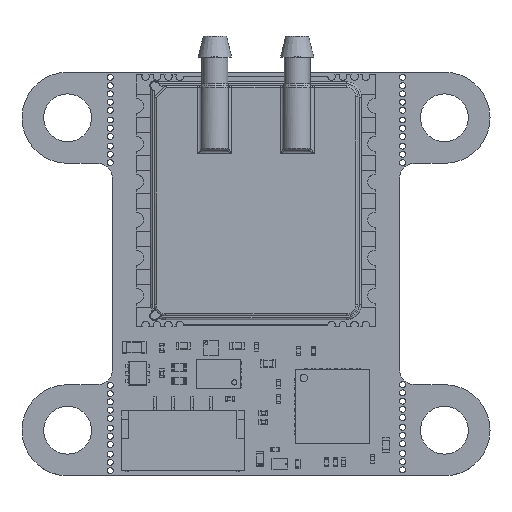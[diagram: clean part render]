
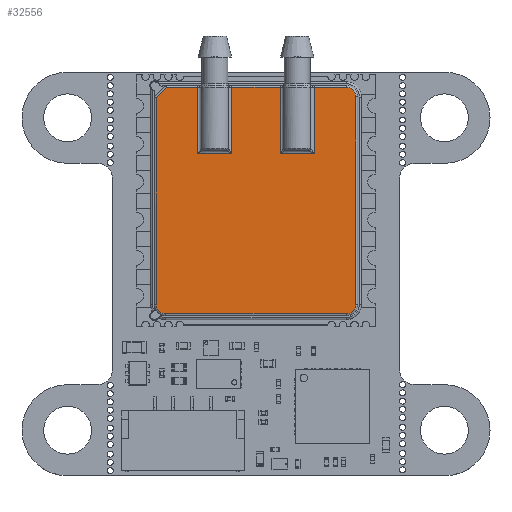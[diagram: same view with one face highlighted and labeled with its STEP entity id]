
A CAD part, top view. The second image highlights one B-rep face of the part: STEP entity #32556.
In plain terms, the highlighted planar face has unit normal (0, 0, 1).
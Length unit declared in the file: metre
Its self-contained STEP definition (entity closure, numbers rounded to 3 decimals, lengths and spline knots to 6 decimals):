
#1362=CIRCLE('',#36505,0.000635);
#1363=CIRCLE('',#36506,0.000635);
#1364=CIRCLE('',#36507,0.000635);
#4832=ORIENTED_EDGE('',*,*,#13681,.T.);
#4833=ORIENTED_EDGE('',*,*,#13682,.T.);
#4834=ORIENTED_EDGE('',*,*,#13683,.T.);
#4835=ORIENTED_EDGE('',*,*,#13684,.T.);
#4836=ORIENTED_EDGE('',*,*,#13685,.T.);
#4837=ORIENTED_EDGE('',*,*,#13686,.T.);
#4838=ORIENTED_EDGE('',*,*,#13687,.T.);
#4839=ORIENTED_EDGE('',*,*,#13688,.T.);
#4840=ORIENTED_EDGE('',*,*,#13689,.T.);
#4841=ORIENTED_EDGE('',*,*,#13690,.T.);
#4842=ORIENTED_EDGE('',*,*,#13691,.T.);
#4843=ORIENTED_EDGE('',*,*,#13692,.T.);
#4844=ORIENTED_EDGE('',*,*,#13693,.T.);
#4845=ORIENTED_EDGE('',*,*,#13694,.T.);
#4846=ORIENTED_EDGE('',*,*,#13695,.T.);
#4847=ORIENTED_EDGE('',*,*,#13696,.T.);
#13681=EDGE_CURVE('',#18192,#18193,#21294,.T.);
#13682=EDGE_CURVE('',#18193,#18194,#21295,.T.);
#13683=EDGE_CURVE('',#18194,#18195,#21296,.T.);
#13684=EDGE_CURVE('',#18195,#18196,#21297,.T.);
#13685=EDGE_CURVE('',#18196,#18197,#21298,.T.);
#13686=EDGE_CURVE('',#18197,#18198,#21299,.T.);
#13687=EDGE_CURVE('',#18198,#18199,#21300,.T.);
#13688=EDGE_CURVE('',#18199,#18200,#21301,.T.);
#13689=EDGE_CURVE('',#18200,#18201,#1362,.T.);
#13690=EDGE_CURVE('',#18201,#18202,#21302,.T.);
#13691=EDGE_CURVE('',#18202,#18203,#1363,.T.);
#13692=EDGE_CURVE('',#18203,#18204,#21303,.T.);
#13693=EDGE_CURVE('',#18204,#18205,#1364,.T.);
#13694=EDGE_CURVE('',#18205,#18206,#21304,.T.);
#13695=EDGE_CURVE('',#18206,#18207,#21305,.T.);
#13696=EDGE_CURVE('',#18207,#18192,#21306,.T.);
#18192=VERTEX_POINT('',#51892);
#18193=VERTEX_POINT('',#51893);
#18194=VERTEX_POINT('',#51895);
#18195=VERTEX_POINT('',#51897);
#18196=VERTEX_POINT('',#51899);
#18197=VERTEX_POINT('',#51901);
#18198=VERTEX_POINT('',#51903);
#18199=VERTEX_POINT('',#51905);
#18200=VERTEX_POINT('',#51907);
#18201=VERTEX_POINT('',#51909);
#18202=VERTEX_POINT('',#51911);
#18203=VERTEX_POINT('',#51913);
#18204=VERTEX_POINT('',#51915);
#18205=VERTEX_POINT('',#51917);
#18206=VERTEX_POINT('',#51919);
#18207=VERTEX_POINT('',#51921);
#21294=LINE('',#51891,#25001);
#21295=LINE('',#51894,#25002);
#21296=LINE('',#51896,#25003);
#21297=LINE('',#51898,#25004);
#21298=LINE('',#51900,#25005);
#21299=LINE('',#51902,#25006);
#21300=LINE('',#51904,#25007);
#21301=LINE('',#51906,#25008);
#21302=LINE('',#51910,#25009);
#21303=LINE('',#51914,#25010);
#21304=LINE('',#51918,#25011);
#21305=LINE('',#51920,#25012);
#21306=LINE('',#51922,#25013);
#25001=VECTOR('',#41605,1.);
#25002=VECTOR('',#41606,1.);
#25003=VECTOR('',#41607,1.);
#25004=VECTOR('',#41608,1.);
#25005=VECTOR('',#41609,1.);
#25006=VECTOR('',#41610,1.);
#25007=VECTOR('',#41611,1.);
#25008=VECTOR('',#41612,1.);
#25009=VECTOR('',#41615,1.);
#25010=VECTOR('',#41618,1.);
#25011=VECTOR('',#41621,1.);
#25012=VECTOR('',#41622,1.);
#25013=VECTOR('',#41623,1.);
#27664=EDGE_LOOP('',(#4832,#4833,#4834,#4835,#4836,#4837,#4838,#4839,#4840,
#4841,#4842,#4843,#4844,#4845,#4846,#4847));
#29629=FACE_BOUND('',#27664,.T.);
#31275=PLANE('',#36504);
#32556=ADVANCED_FACE('',(#29629),#31275,.T.);
#36504=AXIS2_PLACEMENT_3D('',#51890,#41603,#41604);
#36505=AXIS2_PLACEMENT_3D('',#51908,#41613,#41614);
#36506=AXIS2_PLACEMENT_3D('',#51912,#41616,#41617);
#36507=AXIS2_PLACEMENT_3D('',#51916,#41619,#41620);
#41603=DIRECTION('',(0.,0.,1.));
#41604=DIRECTION('',(1.,0.,0.));
#41605=DIRECTION('',(0.,1.,0.));
#41606=DIRECTION('',(-1.,0.,0.));
#41607=DIRECTION('',(0.,-1.,0.));
#41608=DIRECTION('',(-1.,0.,0.));
#41609=DIRECTION('',(0.,1.,0.));
#41610=DIRECTION('',(-1.,0.,0.));
#41611=DIRECTION('',(-0.707,-0.707,0.));
#41612=DIRECTION('',(0.,-1.,0.));
#41613=DIRECTION('',(0.,0.,1.));
#41614=DIRECTION('',(0.,-1.,0.));
#41615=DIRECTION('',(1.,0.,0.));
#41616=DIRECTION('',(0.,0.,1.));
#41617=DIRECTION('',(0.,-1.,0.));
#41618=DIRECTION('',(0.,1.,0.));
#41619=DIRECTION('',(0.,0.,1.));
#41620=DIRECTION('',(0.,-1.,0.));
#41621=DIRECTION('',(-1.,0.,0.));
#41622=DIRECTION('',(0.,-1.,0.));
#41623=DIRECTION('',(-1.,0.,0.));
#51890=CARTESIAN_POINT('',(0.009613,-0.001663,0.00563));
#51891=CARTESIAN_POINT('',(0.017263,-0.000901,0.00563));
#51892=CARTESIAN_POINT('',(0.017263,-0.005473,0.00563));
#51893=CARTESIAN_POINT('',(0.017263,-0.001028,0.00563));
#51894=CARTESIAN_POINT('',(0.014038,-0.001028,0.00563));
#51895=CARTESIAN_POINT('',(0.014038,-0.001028,0.00563));
#51896=CARTESIAN_POINT('',(0.014038,-0.005219,0.00563));
#51897=CARTESIAN_POINT('',(0.014038,-0.005473,0.00563));
#51898=CARTESIAN_POINT('',(0.009613,-0.005473,0.00563));
#51899=CARTESIAN_POINT('',(0.011763,-0.005473,0.00563));
#51900=CARTESIAN_POINT('',(0.011763,-0.000901,0.00563));
#51901=CARTESIAN_POINT('',(0.011763,-0.001028,0.00563));
#51902=CARTESIAN_POINT('',(0.009613,-0.001028,0.00563));
#51903=CARTESIAN_POINT('',(0.009665,-0.001028,0.00563));
#51904=CARTESIAN_POINT('',(0.00894,-0.001753,0.00563));
#51905=CARTESIAN_POINT('',(0.008978,-0.001716,0.00563));
#51906=CARTESIAN_POINT('',(0.008978,-0.015539,0.00563));
#51907=CARTESIAN_POINT('',(0.008978,-0.015539,0.00563));
#51908=CARTESIAN_POINT('',(0.009613,-0.015539,0.00563));
#51909=CARTESIAN_POINT('',(0.009613,-0.016174,0.00563));
#51910=CARTESIAN_POINT('',(0.021689,-0.016174,0.00563));
#51911=CARTESIAN_POINT('',(0.021689,-0.016174,0.00563));
#51912=CARTESIAN_POINT('',(0.021689,-0.015539,0.00563));
#51913=CARTESIAN_POINT('',(0.022324,-0.015539,0.00563));
#51914=CARTESIAN_POINT('',(0.022324,-0.001663,0.00563));
#51915=CARTESIAN_POINT('',(0.022324,-0.001663,0.00563));
#51916=CARTESIAN_POINT('',(0.021689,-0.001663,0.00563));
#51917=CARTESIAN_POINT('',(0.021689,-0.001028,0.00563));
#51918=CARTESIAN_POINT('',(0.019538,-0.001028,0.00563));
#51919=CARTESIAN_POINT('',(0.019538,-0.001028,0.00563));
#51920=CARTESIAN_POINT('',(0.019538,-0.005219,0.00563));
#51921=CARTESIAN_POINT('',(0.019538,-0.005473,0.00563));
#51922=CARTESIAN_POINT('',(0.009613,-0.005473,0.00563));
